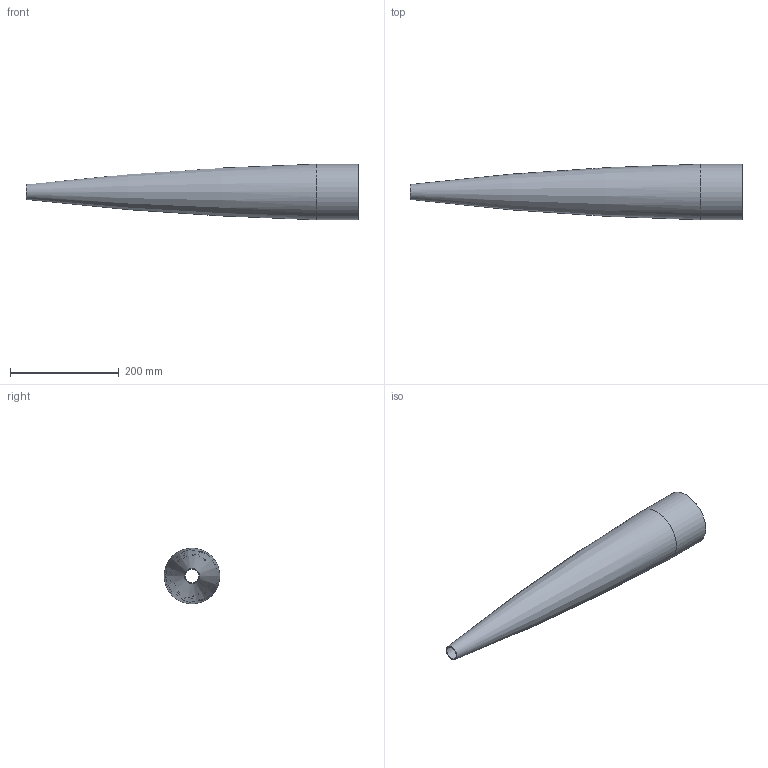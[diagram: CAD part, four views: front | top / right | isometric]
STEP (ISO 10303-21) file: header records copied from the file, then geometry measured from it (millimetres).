
FILE_DESCRIPTION(/* description */ (''),/* implementation_level */ '2;1');
FILE_NAME(/* name */ 'STG2_Sustainer_Nosecone_notTheTip.stp',/* time_stamp */ '2024-01-19T20:39:58-06:00',/* author */ (''),/* organization */ (''),/* preprocessor_version */ 'ST-DEVELOPER v16.7',/* originating_system */ 'SIEMENS PLM Software NX 1934',/* authorisation */ '');
FILE_SCHEMA (('AUTOMOTIVE_DESIGN { 1 0 10303 214 3 1 1 1 }'));
Length unit declared in the file: inch
Products named in the file (1): STG2_Sustainer_Nosecone_notTheTip
Bounding box: 609.6 x 102.11 x 102.11 mm (x, y, z)
Volume: 223516.4 mm3; surface area: 291245.2 mm2
Topology: 1 solids, 1 shells, 6 faces, 10 edges, 6 vertices
Faces by surface type: cylinder 2, plane 2, revolution 1, bspline 1
Full cylindrical faces by diameter (mm): 99.06 x1, 102.108 x1
Entity records: 2378 total; most frequent: CARTESIAN_POINT 2247, DIRECTION 23, FACE_BOUND 12, EDGE_LOOP 12, ORIENTED_EDGE 12, AXIS2_PLACEMENT_3D 11, ADVANCED_FACE 6, VERTEX_POINT 6
